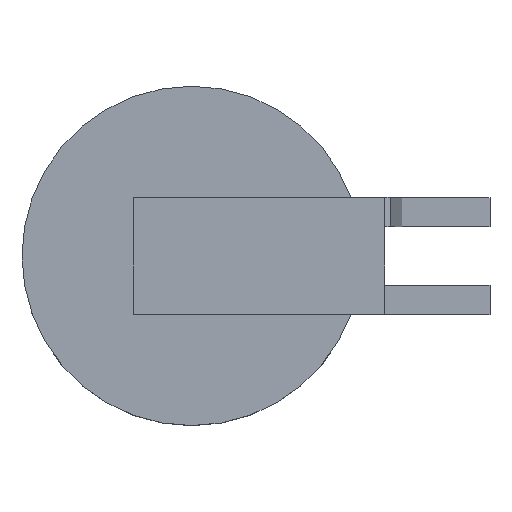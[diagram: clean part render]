
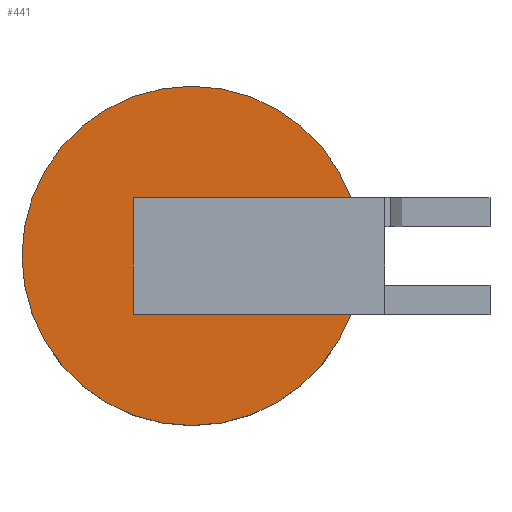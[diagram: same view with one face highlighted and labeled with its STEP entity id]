
A CAD part, top view. The second image highlights one B-rep face of the part: STEP entity #441.
In plain terms, the highlighted planar face has unit normal (0, 0, 1).
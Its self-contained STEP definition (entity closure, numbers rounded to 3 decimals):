
#150=FACE_OUTER_BOUND('',#176,.T.);
#176=EDGE_LOOP('',(#307));
#201=CIRCLE('',#508,2.9);
#204=VERTEX_POINT('',#674);
#243=EDGE_CURVE('',#204,#204,#201,.T.);
#307=ORIENTED_EDGE('',*,*,#243,.T.);
#415=PLANE('',#509);
#441=ADVANCED_FACE('',(#150),#415,.T.);
#508=AXIS2_PLACEMENT_3D('',#675,#552,#553);
#509=AXIS2_PLACEMENT_3D('',#677,#555,#556);
#552=DIRECTION('center_axis',(0.,0.,1.));
#553=DIRECTION('ref_axis',(1.,0.,0.));
#555=DIRECTION('center_axis',(0.,0.,1.));
#556=DIRECTION('ref_axis',(1.,0.,0.));
#674=CARTESIAN_POINT('',(-2.9,0.,1.85));
#675=CARTESIAN_POINT('Origin',(0.,0.,1.85));
#677=CARTESIAN_POINT('Origin',(0.,0.,1.85));
